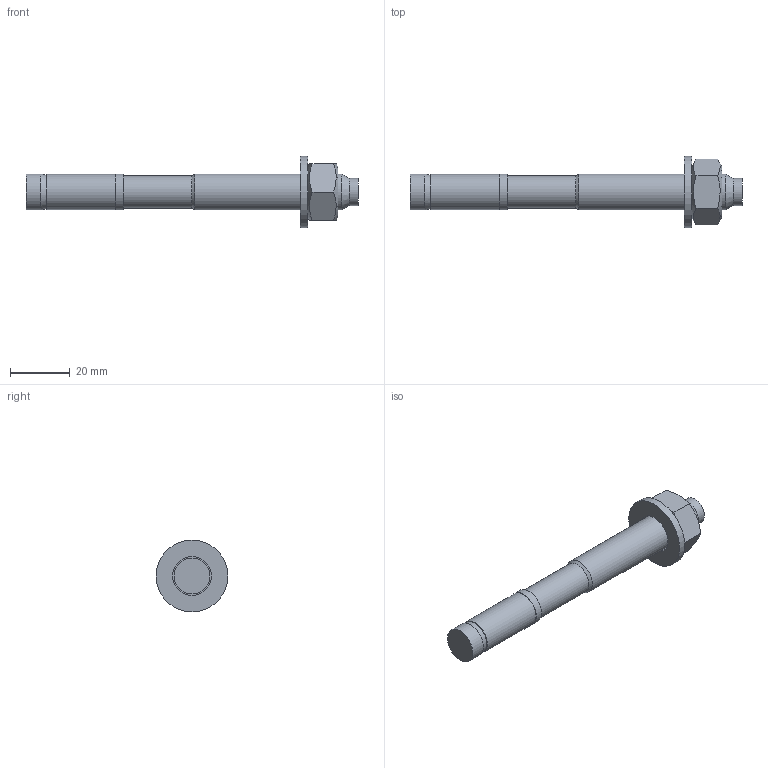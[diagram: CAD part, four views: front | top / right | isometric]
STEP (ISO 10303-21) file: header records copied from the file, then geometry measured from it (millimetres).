
FILE_DESCRIPTION (( 'STEP AP214' ), '1' );
FILE_NAME ('3498722.stp', '2024-01-05T12:22:17', ( '' ), ( '' ), 'SwSTEP 2.0', 'SolidWorks 2022', '' );
FILE_SCHEMA (( 'AUTOMOTIVE_DESIGN' ));
Length unit declared in the file: millimetre
Products named in the file (6): 19315001_BZ3_M12x110_0-35_A4(2)^P_0000016483_1_Standard; DIN 125 - A 13^19315001_BZ3_M12x110_0-35_A4(2)_P_0000016483_1_Standard; DIN 934 - M12^19315001_BZ3_M12x110_0-35_A4(2)_P_0000016483_1_Standard; 3498722; 1G3151B4^19315001_BZ3_M12x110_0-35_A4(2)_P_0000016483_1_Standard; Clip Dummy M12^19315001_BZ3_M12x110_0-35_A4(2)_P_0000016483_1_Standard
Assembly tree (5 placements, depth 3):
  3498722
    19315001_BZ3_M12x110_0-35_A4(2)^P_0000016483_1_Standard
      1G3151B4^19315001_BZ3_M12x110_0-35_A4(2)_P_0000016483_1_Standard
      Clip Dummy M12^19315001_BZ3_M12x110_0-35_A4(2)_P_0000016483_1_Standard
      DIN 934 - M12^19315001_BZ3_M12x110_0-35_A4(2)_P_0000016483_1_Standard
      DIN 125 - A 13^19315001_BZ3_M12x110_0-35_A4(2)_P_0000016483_1_Standard
Bounding box: 111 x 24 x 24 mm (x, y, z)
Volume: 14566.7 mm3; surface area: 7931 mm2
Topology: 4 solids, 4 shells, 35 faces, 66 edges, 41 vertices
Faces by surface type: plane 16, cylinder 11, cone 8
Full cylindrical faces by diameter (mm): 8.2 x1, 9 x1, 9.1 x1, 10.106 x1, 10.74 x1, 11.8 x1, 12 x3, 13 x1, 24 x1
Entity records: 986 total; most frequent: CARTESIAN_POINT 152, DIRECTION 148, ORIENTED_EDGE 90, AXIS2_PLACEMENT_3D 71, EDGE_LOOP 62, FACE_OUTER_BOUND 46, EDGE_CURVE 45, VERTEX_POINT 39
